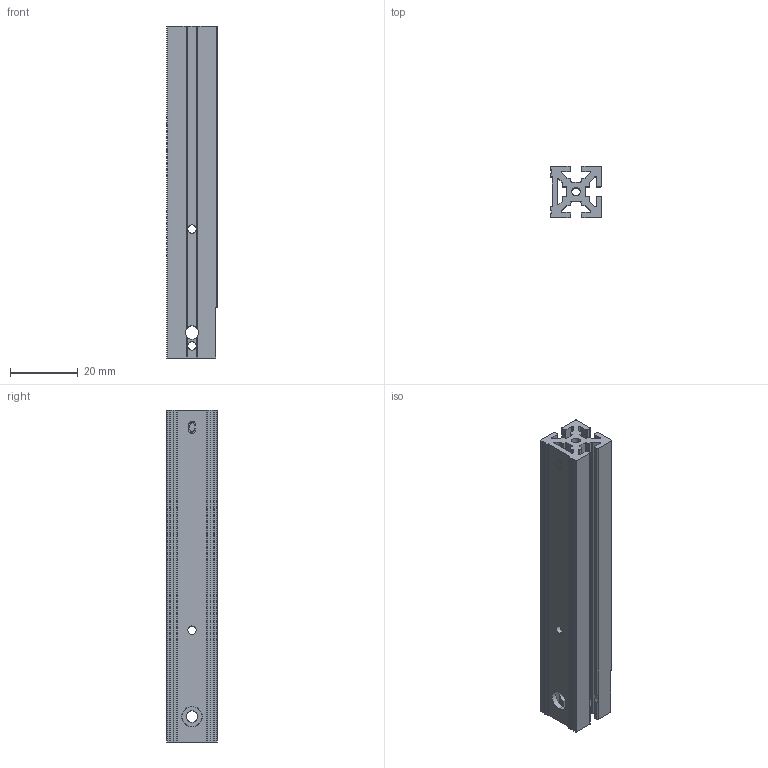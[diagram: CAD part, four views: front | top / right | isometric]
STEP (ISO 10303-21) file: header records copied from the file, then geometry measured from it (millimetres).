
FILE_DESCRIPTION (( 'STEP AP214' ), '1' );
FILE_NAME ('JXHMP4602-03039-a 階奻蕾翐.step', '2025-02-07T09:21:35', ( 'Windows User' ), ( 'P R C' ), 'SwSTEP 2.0', 'SolidWorks 2020', '' );
FILE_SCHEMA (( 'AUTOMOTIVE_DESIGN' ));
Length unit declared in the file: millimetre
Products named in the file (1): JXHMP4602-03039-a 階奻蕾翐
Bounding box: 15 x 15 x 98 mm (x, y, z)
Volume: 12588 mm3; surface area: 14179.8 mm2
Topology: 1 solids, 1 shells, 232 faces, 710 edges, 462 vertices
Faces by surface type: cylinder 130, plane 94, bspline 8
Entity records: 9100 total; most frequent: CARTESIAN_POINT 2619, ORIENTED_EDGE 1420, DIRECTION 1244, EDGE_CURVE 710, VERTEX_POINT 462, AXIS2_PLACEMENT_3D 423, VECTOR 398, LINE 398
